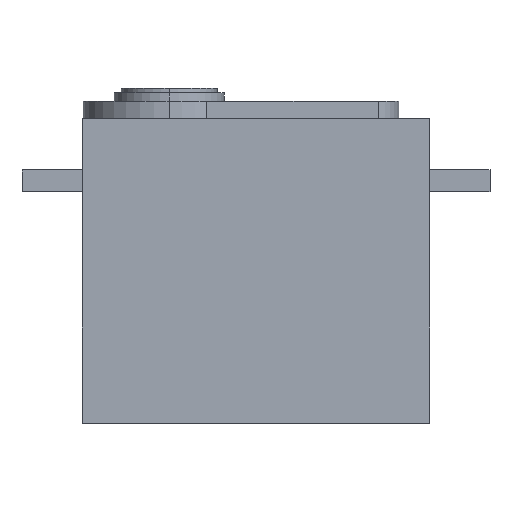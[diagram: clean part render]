
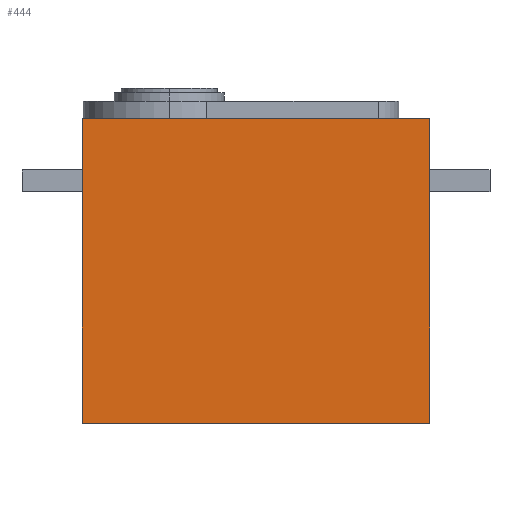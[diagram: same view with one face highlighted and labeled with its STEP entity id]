
A CAD part, top view. The second image highlights one B-rep face of the part: STEP entity #444.
In plain terms, the highlighted planar face has unit normal (0, 0, 1).
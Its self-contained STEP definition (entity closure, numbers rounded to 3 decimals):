
#11 = DIRECTION ( 'NONE',  ( 0., 0., -1. ) ) ;
#51 = CARTESIAN_POINT ( 'NONE',  ( -20.25, 35.5, 10. ) ) ;
#84 = AXIS2_PLACEMENT_3D ( 'NONE', #275, #11, #1272 ) ;
#165 = ORIENTED_EDGE ( 'NONE', *, *, #1538, .T. ) ;
#201 = CARTESIAN_POINT ( 'NONE',  ( -20.25, 0., 10. ) ) ;
#250 = ORIENTED_EDGE ( 'NONE', *, *, #680, .T. ) ;
#271 = ORIENTED_EDGE ( 'NONE', *, *, #1469, .F. ) ;
#275 = CARTESIAN_POINT ( 'NONE',  ( -20.25, 35.5, 10. ) ) ;
#294 = PLANE ( 'NONE',  #84 ) ;
#312 = VECTOR ( 'NONE', #572, 1000. ) ;
#394 = VERTEX_POINT ( 'NONE', #748 ) ;
#423 = VERTEX_POINT ( 'NONE', #1680 ) ;
#426 = LINE ( 'NONE', #51, #1548 ) ;
#444 = ADVANCED_FACE ( 'NONE', ( #989 ), #294, .F. ) ;
#463 = VECTOR ( 'NONE', #1294, 1000. ) ;
#499 = DIRECTION ( 'NONE',  ( 1., 0., 0. ) ) ;
#506 = CARTESIAN_POINT ( 'NONE',  ( -20.25, 35.5, 10. ) ) ;
#535 = VERTEX_POINT ( 'NONE', #201 ) ;
#559 = LINE ( 'NONE', #1660, #1746 ) ;
#572 = DIRECTION ( 'NONE',  ( 0., -1., 0. ) ) ;
#577 = VERTEX_POINT ( 'NONE', #1107 ) ;
#588 = LINE ( 'NONE', #1716, #312 ) ;
#680 = EDGE_CURVE ( 'NONE', #759, #535, #1441, .T. ) ;
#738 = CARTESIAN_POINT ( 'NONE',  ( -20.25, 35.5, 10. ) ) ;
#748 = CARTESIAN_POINT ( 'NONE',  ( -10.109, 35.5, 10. ) ) ;
#759 = VERTEX_POINT ( 'NONE', #506 ) ;
#989 = FACE_OUTER_BOUND ( 'NONE', #1293, .T. ) ;
#1091 = EDGE_CURVE ( 'NONE', #577, #423, #588, .T. ) ;
#1107 = CARTESIAN_POINT ( 'NONE',  ( 20.25, 35.5, 10. ) ) ;
#1205 = CARTESIAN_POINT ( 'NONE',  ( -20.25, 0., 10. ) ) ;
#1272 = DIRECTION ( 'NONE',  ( 0., -1., 0. ) ) ;
#1283 = VECTOR ( 'NONE', #499, 1000. ) ;
#1293 = EDGE_LOOP ( 'NONE', ( #165, #1537, #1549, #271, #250 ) ) ;
#1294 = DIRECTION ( 'NONE',  ( 0., -1., 0. ) ) ;
#1441 = LINE ( 'NONE', #738, #463 ) ;
#1469 = EDGE_CURVE ( 'NONE', #759, #394, #426, .T. ) ;
#1537 = ORIENTED_EDGE ( 'NONE', *, *, #1091, .F. ) ;
#1538 = EDGE_CURVE ( 'NONE', #535, #423, #1631, .T. ) ;
#1540 = DIRECTION ( 'NONE',  ( 1., 0., 0. ) ) ;
#1548 = VECTOR ( 'NONE', #1540, 1000. ) ;
#1549 = ORIENTED_EDGE ( 'NONE', *, *, #1705, .F. ) ;
#1631 = LINE ( 'NONE', #1205, #1283 ) ;
#1660 = CARTESIAN_POINT ( 'NONE',  ( -20.25, 35.5, 10. ) ) ;
#1680 = CARTESIAN_POINT ( 'NONE',  ( 20.25, 0., 10. ) ) ;
#1688 = DIRECTION ( 'NONE',  ( 1., 0., 0. ) ) ;
#1705 = EDGE_CURVE ( 'NONE', #394, #577, #559, .T. ) ;
#1716 = CARTESIAN_POINT ( 'NONE',  ( 20.25, 35.5, 10. ) ) ;
#1746 = VECTOR ( 'NONE', #1688, 1000. ) ;
